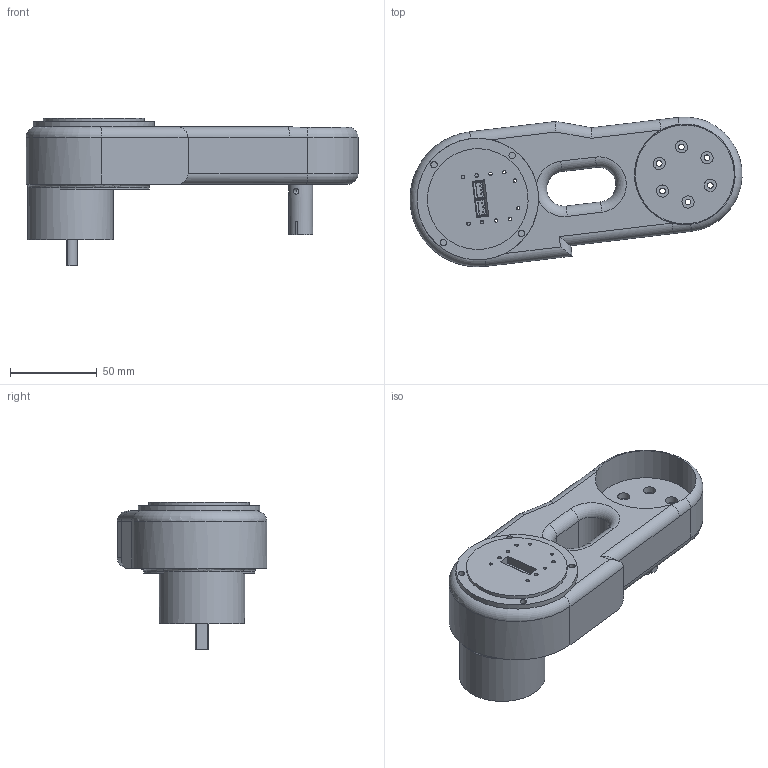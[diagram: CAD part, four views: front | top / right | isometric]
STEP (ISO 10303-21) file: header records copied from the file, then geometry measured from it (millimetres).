
FILE_DESCRIPTION(/* description */ (''),/* implementation_level */ '2;1');
FILE_NAME(/* name */ 'Eslabon_2_ipt_8377af93.STEP',/* time_stamp */ '2022-06-20T12:44:38-05:00',/* author */ ('Alcatraz'),/* organization */ (''),/* preprocessor_version */ 'ST-DEVELOPER v18.1',/* originating_system */ 'Autodesk Inventor 2021',/* authorisation */ '');
FILE_SCHEMA (('AUTOMOTIVE_DESIGN { 1 0 10303 214 3 1 1 }'));
Length unit declared in the file: millimetre
Products named in the file (1): Eslabon_2
Bounding box: 191.1 x 86.14 x 85 mm (x, y, z)
Volume: 361482.5 mm3; surface area: 104645.6 mm2
Topology: 24 solids, 32 shells, 1385 faces, 3911 edges, 2597 vertices
Faces by surface type: plane 856, cylinder 339, cone 104, torus 35, bspline 30, sphere 21
Full cylindrical faces by diameter (mm): 0.7 x12, 1.5 x3, 1.6 x4, 1.7 x6, 2.013 x14, 2.07 x4, 2.1 x4, 2.113 x6, 2.2 x20, 2.5 x1, 2.6 x1, 3.242 x6, 3.459 x1, 3.5 x4, 3.688 x10, 3.8 x20, 5.8 x2, 5.9 x1, 6.5 x1, 7 x6, 8 x21, 9.2 x1, 11 x1, 12 x2, 13.685 x1, 13.7 x1, 13.736 x1, 13.835 x2, 18.3 x1, 23 x1
Entity records: 47949 total; most frequent: CARTESIAN_POINT 10244, DIRECTION 7900, ORIENTED_EDGE 7802, EDGE_CURVE 3901, AXIS2_PLACEMENT_3D 2750, VERTEX_POINT 2597, LINE 2400, VECTOR 2400
